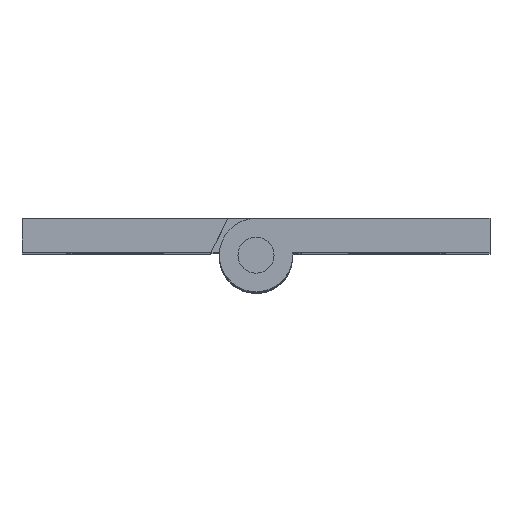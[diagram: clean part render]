
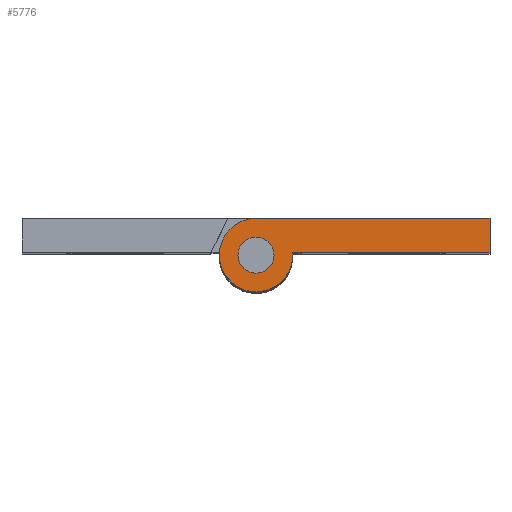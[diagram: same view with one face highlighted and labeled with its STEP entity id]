
A CAD part, top view. The second image highlights one B-rep face of the part: STEP entity #5776.
In plain terms, the highlighted free-form (B-spline) face has degree [1, 1] with [2, 2] control points.
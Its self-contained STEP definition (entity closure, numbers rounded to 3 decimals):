
#4175=CARTESIAN_POINT('',(0.126,-1.595,90.));
#4176=VERTEX_POINT('',#4175);
#4182=CARTESIAN_POINT('',(1.6,0.0,90.));
#4183=VERTEX_POINT('',#4182);
#4184=CARTESIAN_POINT('',(1.6,0.0,90.));
#4185=CARTESIAN_POINT('',(1.6,-1.479,90.));
#4186=CARTESIAN_POINT('',(0.126,-1.595,90.));
#4194=(BOUNDED_CURVE()B_SPLINE_CURVE(2,(#4184,#4185,#4186),.UNSPECIFIED.,.F.,.U.)B_SPLINE_CURVE_WITH_KNOTS((3,3),(0.0,0.236),.UNSPECIFIED.)CURVE()GEOMETRIC_REPRESENTATION_ITEM()RATIONAL_B_SPLINE_CURVE((1.0,0.723,0.97))REPRESENTATION_ITEM(''));
#4195=EDGE_CURVE('',#4183,#4176,#4194,.T.);
#4197=CARTESIAN_POINT('',(-0.126,1.595,90.));
#4198=VERTEX_POINT('',#4197);
#4199=CARTESIAN_POINT('',(-0.126,1.595,90.));
#4200=CARTESIAN_POINT('',(-0.063,1.6,90.));
#4201=CARTESIAN_POINT('',(0.0,1.6,90.));
#4202=CARTESIAN_POINT('',(1.6,1.6,90.));
#4203=CARTESIAN_POINT('',(1.6,0.0,90.));
#4211=(BOUNDED_CURVE()B_SPLINE_CURVE(2,(#4199,#4200,#4201,#4202,#4203),.UNSPECIFIED.,.F.,.U.)B_SPLINE_CURVE_WITH_KNOTS((3,2,3),(0.736,0.75,1.0),.UNSPECIFIED.)CURVE()GEOMETRIC_REPRESENTATION_ITEM()RATIONAL_B_SPLINE_CURVE((0.97,0.984,1.0,0.707,1.0))REPRESENTATION_ITEM(''));
#4212=EDGE_CURVE('',#4198,#4183,#4211,.T.);
#4288=CARTESIAN_POINT('',(-1.6,0.0,90.));
#4289=VERTEX_POINT('',#4288);
#4290=CARTESIAN_POINT('',(-1.6,0.0,90.));
#4291=CARTESIAN_POINT('',(-1.6,1.479,90.));
#4292=CARTESIAN_POINT('',(-0.126,1.595,90.));
#4300=(BOUNDED_CURVE()B_SPLINE_CURVE(2,(#4290,#4291,#4292),.UNSPECIFIED.,.F.,.U.)B_SPLINE_CURVE_WITH_KNOTS((3,3),(0.5,0.736),.UNSPECIFIED.)CURVE()GEOMETRIC_REPRESENTATION_ITEM()RATIONAL_B_SPLINE_CURVE((1.0,0.723,0.97))REPRESENTATION_ITEM(''));
#4301=EDGE_CURVE('',#4289,#4198,#4300,.T.);
#4303=CARTESIAN_POINT('',(0.126,-1.595,90.));
#4304=CARTESIAN_POINT('',(0.063,-1.6,90.));
#4305=CARTESIAN_POINT('',(0.0,-1.6,90.));
#4306=CARTESIAN_POINT('',(-1.6,-1.6,90.));
#4307=CARTESIAN_POINT('',(-1.6,0.0,90.));
#4315=(BOUNDED_CURVE()B_SPLINE_CURVE(2,(#4303,#4304,#4305,#4306,#4307),.UNSPECIFIED.,.F.,.U.)B_SPLINE_CURVE_WITH_KNOTS((3,2,3),(0.236,0.25,0.5),.UNSPECIFIED.)CURVE()GEOMETRIC_REPRESENTATION_ITEM()RATIONAL_B_SPLINE_CURVE((0.97,0.984,1.0,0.707,1.0))REPRESENTATION_ITEM(''));
#4316=EDGE_CURVE('',#4176,#4289,#4315,.T.);
#4896=CARTESIAN_POINT('',(20.75,0.25,90.));
#4897=VERTEX_POINT('',#4896);
#4903=CARTESIAN_POINT('',(3.25,0.25,90.));
#4904=VERTEX_POINT('',#4903);
#4905=CARTESIAN_POINT('',(3.25,0.25,90.));
#4906=CARTESIAN_POINT('',(20.75,0.25,90.));
#4907=QUASI_UNIFORM_CURVE('',1,(#4905,#4906),.UNSPECIFIED.,.F.,.U.);
#4908=EDGE_CURVE('',#4904,#4897,#4907,.T.);
#5697=CARTESIAN_POINT('',(20.75,3.25,90.));
#5698=VERTEX_POINT('',#5697);
#5699=CARTESIAN_POINT('',(20.75,0.25,90.));
#5700=CARTESIAN_POINT('',(20.75,3.25,90.));
#5701=QUASI_UNIFORM_CURVE('',1,(#5699,#5700),.UNSPECIFIED.,.F.,.U.);
#5702=EDGE_CURVE('',#4897,#5698,#5701,.T.);
#5720=CARTESIAN_POINT('',(-4.449,-3.575,90.));
#5721=CARTESIAN_POINT('',(21.949,-3.575,90.));
#5722=CARTESIAN_POINT('',(-4.449,3.575,90.));
#5723=CARTESIAN_POINT('',(21.949,3.575,90.));
#5724=B_SPLINE_SURFACE_WITH_KNOTS('',1,1,((#5720,#5722),(#5721,#5723)),.UNSPECIFIED.,.F.,.F.,.U.,(2,2),(2,2),(0.0,26.398),(0.0,7.149),.UNSPECIFIED.);
#5725=ORIENTED_EDGE('',*,*,#5702,.T.);
#5726=CARTESIAN_POINT('',(0.0,3.25,90.));
#5727=VERTEX_POINT('',#5726);
#5728=CARTESIAN_POINT('',(20.75,3.25,90.));
#5729=CARTESIAN_POINT('',(0.0,3.25,90.));
#5730=QUASI_UNIFORM_CURVE('',1,(#5728,#5729),.UNSPECIFIED.,.F.,.U.);
#5731=EDGE_CURVE('',#5698,#5727,#5730,.T.);
#5732=ORIENTED_EDGE('',*,*,#5731,.T.);
#5733=CARTESIAN_POINT('',(3.25,0.0,90.));
#5734=VERTEX_POINT('',#5733);
#5735=CARTESIAN_POINT('',(3.25,0.0,90.));
#5736=CARTESIAN_POINT('',(3.25,-0.379,90.));
#5737=CARTESIAN_POINT('',(3.13,-1.057,90.));
#5738=CARTESIAN_POINT('',(2.724,-1.821,90.));
#5739=CARTESIAN_POINT('',(2.294,-2.323,90.));
#5740=CARTESIAN_POINT('',(1.819,-2.721,90.));
#5741=CARTESIAN_POINT('',(1.306,-2.997,90.));
#5742=CARTESIAN_POINT('',(0.678,-3.198,90.));
#5743=CARTESIAN_POINT('',(0.,-3.284,90.));
#5744=CARTESIAN_POINT('',(-0.698,-3.197,90.));
#5745=CARTESIAN_POINT('',(-1.38,-2.968,90.));
#5746=CARTESIAN_POINT('',(-1.936,-2.643,90.));
#5747=CARTESIAN_POINT('',(-2.509,-2.112,90.));
#5748=CARTESIAN_POINT('',(-2.958,-1.444,90.));
#5749=CARTESIAN_POINT('',(-3.208,-0.678,90.));
#5750=CARTESIAN_POINT('',(-3.279,0.14,90.));
#5751=CARTESIAN_POINT('',(-3.165,0.877,90.));
#5752=CARTESIAN_POINT('',(-2.89,1.522,90.));
#5753=CARTESIAN_POINT('',(-2.585,1.992,90.));
#5754=CARTESIAN_POINT('',(-2.156,2.468,90.));
#5755=CARTESIAN_POINT('',(-1.631,2.84,90.));
#5756=CARTESIAN_POINT('',(-0.877,3.163,90.));
#5757=CARTESIAN_POINT('',(-0.359,3.25,90.));
#5758=CARTESIAN_POINT('',(0.0,3.25,90.));
#5759=B_SPLINE_CURVE_WITH_KNOTS('',3,(#5735,#5736,#5737,#5738,#5739,#5740,#5741,#5742,#5743,#5744,#5745,#5746,#5747,#5748,#5749,#5750,#5751,#5752,#5753,#5754,#5755,#5756,#5757,#5758),.UNSPECIFIED.,.F.,.U.,(4,1,1,1,1,1,1,1,1,1,1,1,1,1,1,1,1,1,1,1,1,4),(0.,1.137,2.034,2.573,3.111,3.889,4.308,5.085,5.923,6.401,7.239,7.837,8.735,9.632,10.23,11.187,11.846,12.324,12.863,13.76,14.239,15.315),.UNSPECIFIED.);
#5760=EDGE_CURVE('',#5734,#5727,#5759,.T.);
#5761=ORIENTED_EDGE('',*,*,#5760,.F.);
#5762=CARTESIAN_POINT('',(3.25,0.0,90.));
#5763=CARTESIAN_POINT('',(3.25,0.25,90.));
#5764=QUASI_UNIFORM_CURVE('',1,(#5762,#5763),.UNSPECIFIED.,.F.,.U.);
#5765=EDGE_CURVE('',#5734,#4904,#5764,.T.);
#5766=ORIENTED_EDGE('',*,*,#5765,.T.);
#5767=ORIENTED_EDGE('',*,*,#4908,.T.);
#5768=EDGE_LOOP('',(#5725,#5732,#5761,#5766,#5767));
#5769=FACE_OUTER_BOUND('',#5768,.T.);
#5770=ORIENTED_EDGE('',*,*,#4301,.T.);
#5771=ORIENTED_EDGE('',*,*,#4212,.T.);
#5772=ORIENTED_EDGE('',*,*,#4195,.T.);
#5773=ORIENTED_EDGE('',*,*,#4316,.T.);
#5774=EDGE_LOOP('',(#5770,#5771,#5772,#5773));
#5775=FACE_BOUND('',#5774,.T.);
#5776=ADVANCED_FACE('',(#5769,#5775),#5724,.T.);
